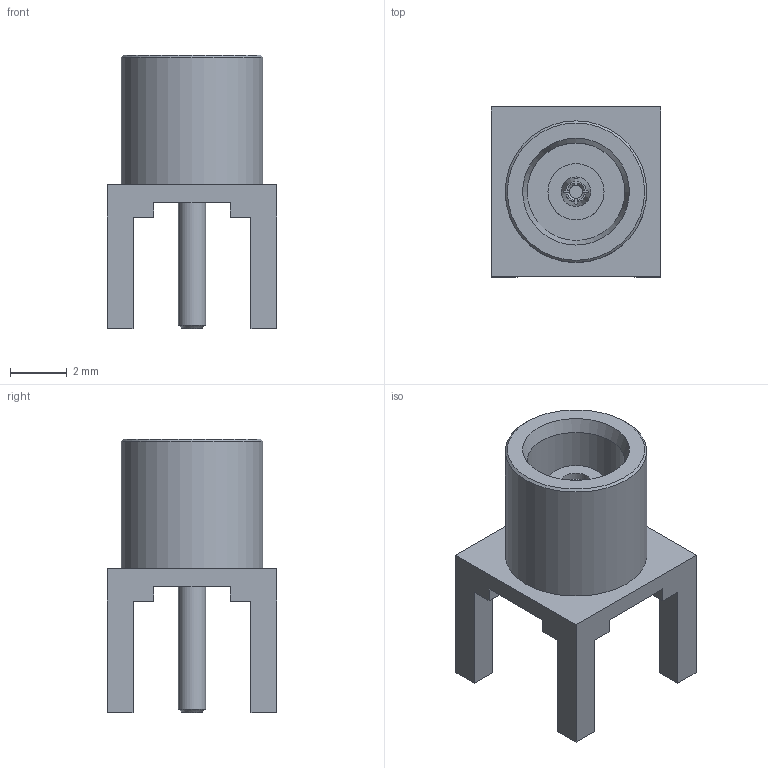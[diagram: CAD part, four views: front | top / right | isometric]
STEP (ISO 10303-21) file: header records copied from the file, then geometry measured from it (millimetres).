
FILE_DESCRIPTION (( 'STEP AP203' ), '1' );
FILE_NAME ('FMCN44270_3D.step', '2022-12-07T16:52:16', ( '' ), ( '' ), 'SwSTEP 2.0', 'SolidWorks 2021', '' );
FILE_SCHEMA (( 'CONFIG_CONTROL_DESIGN' ));
Length unit declared in the file: inch
Products named in the file (1): FMCN44270_3D
Bounding box: 5.99 x 5.99 x 9.65 mm (x, y, z)
Volume: 103.2 mm3; surface area: 317.8 mm2
Topology: 1 solids, 1 shells, 71 faces, 187 edges, 124 vertices
Faces by surface type: plane 56, cone 8, cylinder 7
Full cylindrical faces by diameter (mm): 0.464 x1, 0.965 x1, 1.045 x1, 1.983 x1, 3.302 x1, 3.447 x1, 5 x1
Entity records: 2205 total; most frequent: CARTESIAN_POINT 444, ORIENTED_EDGE 344, DIRECTION 328, EDGE_CURVE 172, VERTEX_POINT 120, VECTOR 120, LINE 120, AXIS2_PLACEMENT_3D 104
